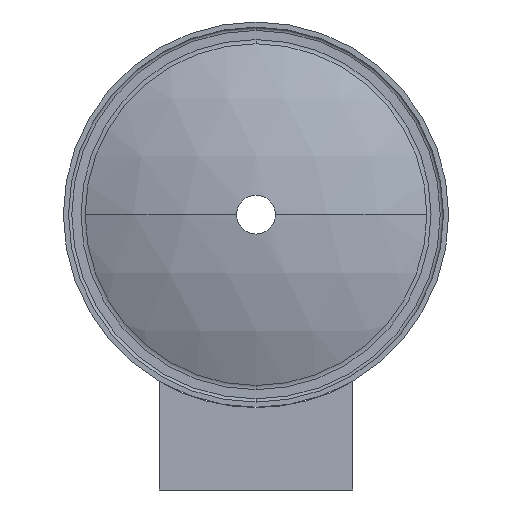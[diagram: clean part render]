
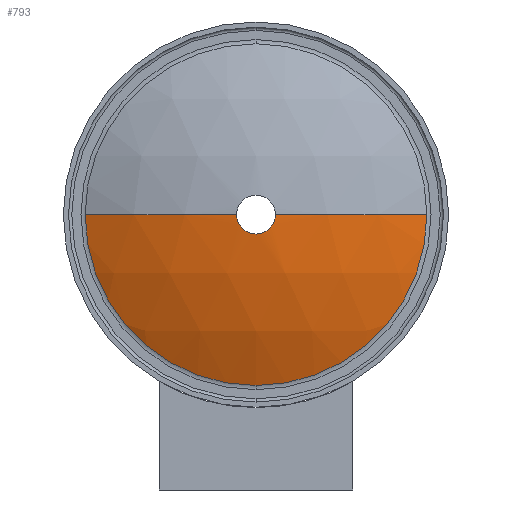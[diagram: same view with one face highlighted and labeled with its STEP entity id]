
A CAD part, front view. The second image highlights one B-rep face of the part: STEP entity #793.
In plain terms, the highlighted spherical face has radius 122 mm.
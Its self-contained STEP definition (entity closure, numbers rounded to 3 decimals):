
#19 = AXIS2_PLACEMENT_3D ( 'NONE', #1017, #253, #297 ) ;
#35 = FACE_OUTER_BOUND ( 'NONE', #1059, .T. ) ;
#51 = AXIS2_PLACEMENT_3D ( 'NONE', #647, #113, #827 ) ;
#75 = VERTEX_POINT ( 'NONE', #935 ) ;
#88 = EDGE_CURVE ( 'NONE', #187, #1008, #654, .T. ) ;
#107 = EDGE_CURVE ( 'NONE', #1008, #75, #1009, .T. ) ;
#113 = DIRECTION ( 'NONE',  ( 0., 1., 0. ) ) ;
#144 = CIRCLE ( 'NONE', #564, 122. ) ;
#147 = ORIENTED_EDGE ( 'NONE', *, *, #675, .F. ) ;
#168 = CIRCLE ( 'NONE', #633, 6. ) ;
#181 = DIRECTION ( 'NONE',  ( 0., 0., -1. ) ) ;
#185 = AXIS2_PLACEMENT_3D ( 'NONE', #332, #1075, #390 ) ;
#187 = VERTEX_POINT ( 'NONE', #1036 ) ;
#191 = VERTEX_POINT ( 'NONE', #930 ) ;
#202 = ORIENTED_EDGE ( 'NONE', *, *, #661, .T. ) ;
#214 = ORIENTED_EDGE ( 'NONE', *, *, #353, .T. ) ;
#232 = CIRCLE ( 'NONE', #459, 122. ) ;
#253 = DIRECTION ( 'NONE',  ( 0., 1., 0. ) ) ;
#263 = DIRECTION ( 'NONE',  ( 1., 0., 0. ) ) ;
#267 = EDGE_CURVE ( 'NONE', #796, #75, #232, .T. ) ;
#294 = CIRCLE ( 'NONE', #51, 6. ) ;
#297 = DIRECTION ( 'NONE',  ( 0., 0., 1. ) ) ;
#309 = SPHERICAL_SURFACE ( 'NONE', #402, 122. ) ;
#329 = DIRECTION ( 'NONE',  ( 0., 0., 1. ) ) ;
#332 = CARTESIAN_POINT ( 'NONE',  ( 0., 23.304, 0. ) ) ;
#334 = CARTESIAN_POINT ( 'NONE',  ( 0., 133.262, 0. ) ) ;
#346 = VERTEX_POINT ( 'NONE', #695 ) ;
#347 = CARTESIAN_POINT ( 'NONE',  ( -6., 11.409, 0. ) ) ;
#353 = EDGE_CURVE ( 'NONE', #191, #796, #294, .T. ) ;
#390 = DIRECTION ( 'NONE',  ( 0., 0., 1. ) ) ;
#402 = AXIS2_PLACEMENT_3D ( 'NONE', #1058, #181, #1038 ) ;
#418 = ORIENTED_EDGE ( 'NONE', *, *, #107, .F. ) ;
#430 = DIRECTION ( 'NONE',  ( 0., 0., 1. ) ) ;
#433 = DIRECTION ( 'NONE',  ( 0., 1., 0. ) ) ;
#439 = CARTESIAN_POINT ( 'NONE',  ( 0., 11.409, 0. ) ) ;
#459 = AXIS2_PLACEMENT_3D ( 'NONE', #1014, #718, #710 ) ;
#547 = CARTESIAN_POINT ( 'NONE',  ( 0., 23.304, -52.852 ) ) ;
#564 = AXIS2_PLACEMENT_3D ( 'NONE', #334, #329, #263 ) ;
#633 = AXIS2_PLACEMENT_3D ( 'NONE', #439, #433, #430 ) ;
#647 = CARTESIAN_POINT ( 'NONE',  ( 0., 11.409, 0. ) ) ;
#654 = CIRCLE ( 'NONE', #185, 52.852 ) ;
#661 = EDGE_CURVE ( 'NONE', #346, #191, #168, .T. ) ;
#675 = EDGE_CURVE ( 'NONE', #346, #187, #144, .T. ) ;
#695 = CARTESIAN_POINT ( 'NONE',  ( 6., 11.409, 0. ) ) ;
#710 = DIRECTION ( 'NONE',  ( -1., 0., 0. ) ) ;
#718 = DIRECTION ( 'NONE',  ( 0., 0., -1. ) ) ;
#793 = ADVANCED_FACE ( 'NONE', ( #35 ), #309, .T. ) ;
#796 = VERTEX_POINT ( 'NONE', #347 ) ;
#827 = DIRECTION ( 'NONE',  ( 0., 0., 1. ) ) ;
#930 = CARTESIAN_POINT ( 'NONE',  ( 0., 11.409, -6. ) ) ;
#935 = CARTESIAN_POINT ( 'NONE',  ( -52.852, 23.304, 0. ) ) ;
#957 = ORIENTED_EDGE ( 'NONE', *, *, #88, .F. ) ;
#1008 = VERTEX_POINT ( 'NONE', #547 ) ;
#1009 = CIRCLE ( 'NONE', #19, 52.852 ) ;
#1014 = CARTESIAN_POINT ( 'NONE',  ( 0., 133.262, 0. ) ) ;
#1017 = CARTESIAN_POINT ( 'NONE',  ( 0., 23.304, 0. ) ) ;
#1036 = CARTESIAN_POINT ( 'NONE',  ( 52.852, 23.304, 0. ) ) ;
#1038 = DIRECTION ( 'NONE',  ( 1., 0., 0. ) ) ;
#1058 = CARTESIAN_POINT ( 'NONE',  ( 0., 133.262, 0. ) ) ;
#1059 = EDGE_LOOP ( 'NONE', ( #202, #214, #1081, #418, #957, #147 ) ) ;
#1075 = DIRECTION ( 'NONE',  ( 0., 1., 0. ) ) ;
#1081 = ORIENTED_EDGE ( 'NONE', *, *, #267, .T. ) ;
